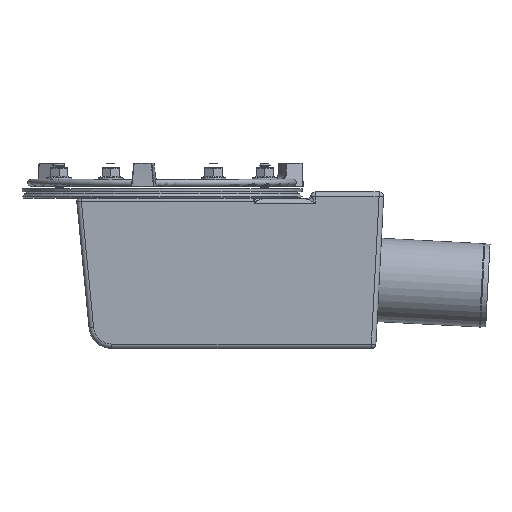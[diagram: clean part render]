
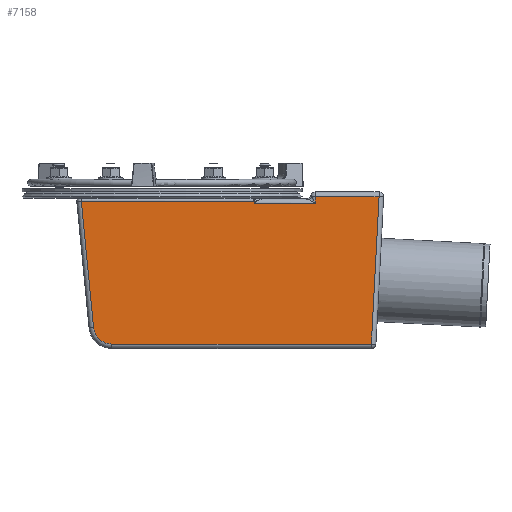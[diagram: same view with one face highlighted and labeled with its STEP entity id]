
A CAD part, front view. The second image highlights one B-rep face of the part: STEP entity #7158.
In plain terms, the highlighted planar face has unit normal (0, -1, 0).
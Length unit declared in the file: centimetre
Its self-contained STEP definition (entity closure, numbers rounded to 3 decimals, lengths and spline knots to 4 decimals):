
#93=B_SPLINE_CURVE_WITH_KNOTS('',3,(#12602,#12603,#12604,#12605,#12606,
#12607),.UNSPECIFIED.,.F.,.F.,(4,2,4),(0.,1.7056,1.7136),
 .UNSPECIFIED.);
#103=B_SPLINE_CURVE_WITH_KNOTS('',3,(#12819,#12820,#12821,#12822,#12823,
#12824),.UNSPECIFIED.,.F.,.F.,(4,1,1,4),(-0.3235,-0.1849,
-0.0924,0.),.UNSPECIFIED.);
#457=PLANE('',#8769);
#1116=FACE_OUTER_BOUND('',#1675,.T.);
#1675=EDGE_LOOP('',(#5346,#5347,#5348,#5349,#5350,#5351,#5352,#5353,#5354,
#5355));
#2244=CIRCLE('',#8660,16.);
#2765=VERTEX_POINT('',#12508);
#2766=VERTEX_POINT('',#12510);
#2769=VERTEX_POINT('',#12518);
#2789=VERTEX_POINT('',#12573);
#2790=VERTEX_POINT('',#12600);
#2791=VERTEX_POINT('',#12601);
#2797=VERTEX_POINT('',#12706);
#2825=VERTEX_POINT('',#13079);
#2828=VERTEX_POINT('',#13145);
#2849=VERTEX_POINT('',#13618);
#3598=EDGE_CURVE('',#2765,#2766,#2244,.T.);
#3603=EDGE_CURVE('',#2769,#2765,#7676,.T.);
#3627=EDGE_CURVE('',#2766,#2789,#7693,.T.);
#3629=EDGE_CURVE('',#2790,#2791,#93,.T.);
#3648=EDGE_CURVE('',#2797,#2790,#103,.T.);
#3652=EDGE_CURVE('',#2789,#2797,#7695,.T.);
#3690=EDGE_CURVE('',#2825,#2828,#7706,.T.);
#3691=EDGE_CURVE('',#2791,#2825,#7707,.T.);
#3732=EDGE_CURVE('',#2849,#2769,#7721,.T.);
#3733=EDGE_CURVE('',#2828,#2849,#7722,.T.);
#5346=ORIENTED_EDGE('',*,*,#3598,.F.);
#5347=ORIENTED_EDGE('',*,*,#3603,.F.);
#5348=ORIENTED_EDGE('',*,*,#3732,.F.);
#5349=ORIENTED_EDGE('',*,*,#3733,.F.);
#5350=ORIENTED_EDGE('',*,*,#3690,.F.);
#5351=ORIENTED_EDGE('',*,*,#3691,.F.);
#5352=ORIENTED_EDGE('',*,*,#3629,.F.);
#5353=ORIENTED_EDGE('',*,*,#3648,.F.);
#5354=ORIENTED_EDGE('',*,*,#3652,.F.);
#5355=ORIENTED_EDGE('',*,*,#3627,.F.);
#7158=ADVANCED_FACE('',(#1116),#457,.T.);
#7676=LINE('',#12520,#8078);
#7693=LINE('',#12574,#8095);
#7695=LINE('',#12835,#8097);
#7706=LINE('',#13149,#8108);
#7707=LINE('',#13151,#8109);
#7721=LINE('',#13620,#8123);
#7722=LINE('',#13622,#8124);
#8078=VECTOR('',#10150,1.);
#8095=VECTOR('',#10189,1.);
#8097=VECTOR('',#10217,1.);
#8108=VECTOR('',#10282,1.);
#8109=VECTOR('',#10285,1.);
#8123=VECTOR('',#10379,1.);
#8124=VECTOR('',#10382,1.);
#8660=AXIS2_PLACEMENT_3D('',#12511,#10139,#10140);
#8769=AXIS2_PLACEMENT_3D('',#13636,#10407,#10408);
#10139=DIRECTION('center_axis',(0.,1.,0.));
#10140=DIRECTION('ref_axis',(-0.815,0.,-0.58));
#10150=DIRECTION('',(-1.,0.,0.));
#10189=DIRECTION('',(-0.096,0.,0.995));
#10217=DIRECTION('',(1.,0.,0.));
#10282=DIRECTION('',(0.,0.,1.));
#10285=DIRECTION('',(1.,0.,0.));
#10379=DIRECTION('',(-0.052,0.,-0.999));
#10382=DIRECTION('',(1.,0.,0.));
#10407=DIRECTION('center_axis',(0.,-1.,0.));
#10408=DIRECTION('ref_axis',(0.,0.,-1.));
#12508=CARTESIAN_POINT('',(-43.968,-75.,-66.));
#12510=CARTESIAN_POINT('',(-59.8936,-75.,-51.5416));
#12511=CARTESIAN_POINT('Origin',(-43.968,-75.,-50.));
#12518=CARTESIAN_POINT('',(183.0759,-75.,-66.));
#12520=CARTESIAN_POINT('',(1.4855,-75.,-66.));
#12573=CARTESIAN_POINT('',(-70.5941,-75.,59.));
#12574=CARTESIAN_POINT('',(-61.2334,-75.,-37.7007));
#12600=CARTESIAN_POINT('',(80.1712,-75.,58.6878));
#12601=CARTESIAN_POINT('',(80.4674,-75.,57.));
#12602=CARTESIAN_POINT('Ctrl Pts',(80.1712,-75.,58.6878));
#12603=CARTESIAN_POINT('Ctrl Pts',(80.2739,-75.,58.1287));
#12604=CARTESIAN_POINT('Ctrl Pts',(80.3699,-75.,57.5683));
#12605=CARTESIAN_POINT('Ctrl Pts',(80.4665,-75.,57.0053));
#12606=CARTESIAN_POINT('Ctrl Pts',(80.4669,-75.,57.0026));
#12607=CARTESIAN_POINT('Ctrl Pts',(80.4674,-75.,57.));
#12706=CARTESIAN_POINT('',(80.0871,-75.,59.));
#12819=CARTESIAN_POINT('Ctrl Pts',(80.0871,-75.,59.));
#12820=CARTESIAN_POINT('Ctrl Pts',(80.1009,-75.,58.9559));
#12821=CARTESIAN_POINT('Ctrl Pts',(80.1233,-75.,58.8822));
#12822=CARTESIAN_POINT('Ctrl Pts',(80.1518,-75.,58.7782));
#12823=CARTESIAN_POINT('Ctrl Pts',(80.1656,-75.,58.7181));
#12824=CARTESIAN_POINT('Ctrl Pts',(80.1712,-75.,58.6878));
#12835=CARTESIAN_POINT('',(94.2684,-75.,59.));
#13079=CARTESIAN_POINT('',(134.,-75.,57.));
#13145=CARTESIAN_POINT('',(134.,-75.,63.));
#13149=CARTESIAN_POINT('',(134.,-75.,62.4069));
#13151=CARTESIAN_POINT('',(93.7172,-75.,57.));
#13618=CARTESIAN_POINT('',(189.8365,-75.,63.));
#13620=CARTESIAN_POINT('',(184.6002,-75.,-36.9162));
#13622=CARTESIAN_POINT('',(125.6508,-75.,63.));
#13636=CARTESIAN_POINT('Origin',(-63.3505,-75.,-5.6927));
